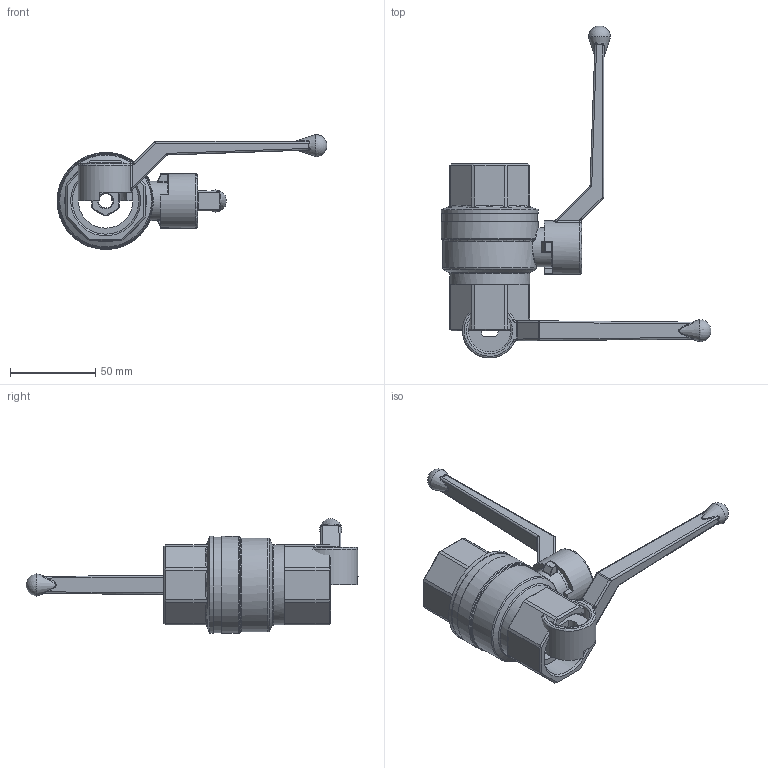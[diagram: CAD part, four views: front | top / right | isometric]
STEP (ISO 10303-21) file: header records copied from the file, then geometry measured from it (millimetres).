
FILE_DESCRIPTION( ( 'Unknown' ), '1' );
FILE_NAME( '2.280.032.stp', 'Unknown', ( 'Unknown' ), ( 'Unknown' ), 'PSStep 13.0', 'Unknown', ' ' );
FILE_SCHEMA( ( 'AUTOMOTIVE_DESIGN { 1 0 10303 214 1 1 1 1 }' ) );
Length unit declared in the file: millimetre
Products named in the file (4): Assem1; Alu-Hebel 1 1_4 - 1 1_2; Mutter_M10-flach par; 2.280.032
Bounding box: 158.45 x 194.93 x 67.5 mm (x, y, z)
Volume: 272598 mm3; surface area: 80532.8 mm2
Topology: 6 solids, 6 shells, 514 faces, 1236 edges, 720 vertices
Faces by surface type: plane 276, cylinder 106, bspline 66, torus 24, sphere 22, cone 20
Full cylindrical faces by diameter (mm): 8.376 x2, 20 x2, 23 x2, 25 x2, 26 x2, 32 x4, 38.952 x4, 47 x2, 55 x2, 56 x2, 57 x4
Entity records: 12989 total; most frequent: CARTESIAN_POINT 5402, ORIENTED_EDGE 1128, DIRECTION 1100, EDGE_CURVE 564, AXIS2_PLACEMENT_3D 392, VERTEX_POINT 344, LINE 316, VECTOR 316
